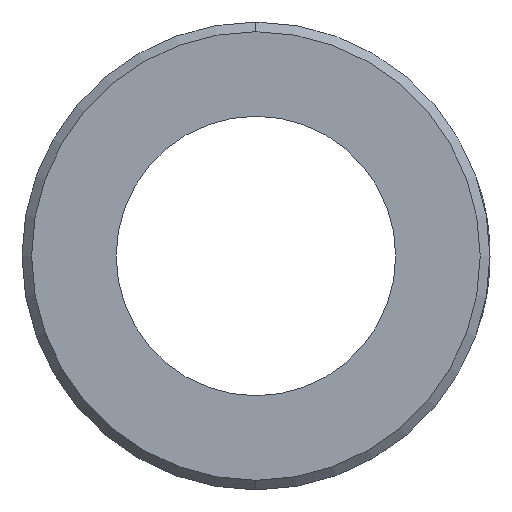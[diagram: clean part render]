
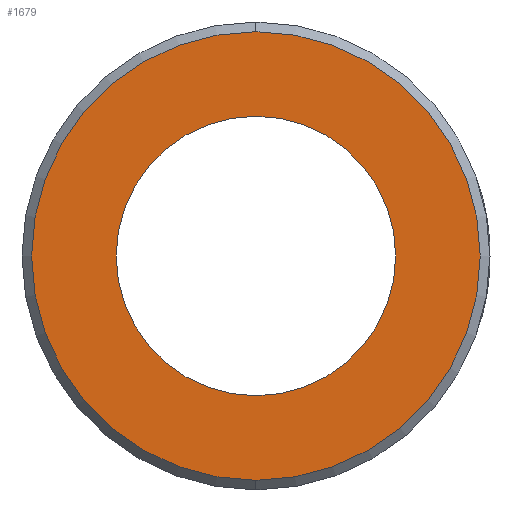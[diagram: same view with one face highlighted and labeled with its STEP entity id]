
A CAD part, front view. The second image highlights one B-rep face of the part: STEP entity #1679.
In plain terms, the highlighted planar face has unit normal (0, -1, 0).
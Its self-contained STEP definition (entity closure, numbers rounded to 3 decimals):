
#3 = VERTEX_POINT ( 'NONE', #1233 ) ;
#39 = EDGE_CURVE ( 'NONE', #774, #108, #82, .T. ) ;
#82 = CIRCLE ( 'NONE', #2185, 15.245 ) ;
#108 = VERTEX_POINT ( 'NONE', #288 ) ;
#288 = CARTESIAN_POINT ( 'NONE',  ( 0., -4.25, -15.245 ) ) ;
#352 = EDGE_CURVE ( 'NONE', #3, #770, #1315, .T. ) ;
#401 = EDGE_LOOP ( 'NONE', ( #641, #1714 ) ) ;
#405 = DIRECTION ( 'NONE',  ( 0., 1., 0. ) ) ;
#450 = DIRECTION ( 'NONE',  ( 0., -1., 0. ) ) ;
#481 = PLANE ( 'NONE',  #1153 ) ;
#520 = CARTESIAN_POINT ( 'NONE',  ( 0., -4.25, 0. ) ) ;
#544 = DIRECTION ( 'NONE',  ( 0., 0., 1. ) ) ;
#571 = EDGE_CURVE ( 'NONE', #108, #774, #1407, .T. ) ;
#609 = CARTESIAN_POINT ( 'NONE',  ( 0., -4.25, 0. ) ) ;
#631 = AXIS2_PLACEMENT_3D ( 'NONE', #1595, #1642, #2360 ) ;
#641 = ORIENTED_EDGE ( 'NONE', *, *, #1294, .T. ) ;
#660 = ORIENTED_EDGE ( 'NONE', *, *, #571, .T. ) ;
#770 = VERTEX_POINT ( 'NONE', #2239 ) ;
#774 = VERTEX_POINT ( 'NONE', #1093 ) ;
#894 = FACE_BOUND ( 'NONE', #401, .T. ) ;
#903 = DIRECTION ( 'NONE',  ( 0., 1., 0. ) ) ;
#966 = CARTESIAN_POINT ( 'NONE',  ( 0., -4.25, 0. ) ) ;
#1093 = CARTESIAN_POINT ( 'NONE',  ( 0., -4.25, 15.245 ) ) ;
#1120 = CARTESIAN_POINT ( 'NONE',  ( 0., -4.25, 0. ) ) ;
#1153 = AXIS2_PLACEMENT_3D ( 'NONE', #1120, #1517, #544 ) ;
#1181 = DIRECTION ( 'NONE',  ( 0., 0., 1. ) ) ;
#1233 = CARTESIAN_POINT ( 'NONE',  ( 0., -4.25, -9.5 ) ) ;
#1294 = EDGE_CURVE ( 'NONE', #770, #3, #1647, .T. ) ;
#1315 = CIRCLE ( 'NONE', #1441, 9.5 ) ;
#1374 = DIRECTION ( 'NONE',  ( 0., 0., 1. ) ) ;
#1407 = CIRCLE ( 'NONE', #631, 15.245 ) ;
#1441 = AXIS2_PLACEMENT_3D ( 'NONE', #966, #405, #1181 ) ;
#1487 = DIRECTION ( 'NONE',  ( 0., 0., 1. ) ) ;
#1517 = DIRECTION ( 'NONE',  ( 0., 1., 0. ) ) ;
#1595 = CARTESIAN_POINT ( 'NONE',  ( 0., -4.25, 0. ) ) ;
#1642 = DIRECTION ( 'NONE',  ( 0., -1., 0. ) ) ;
#1647 = CIRCLE ( 'NONE', #2071, 9.5 ) ;
#1679 = ADVANCED_FACE ( 'NONE', ( #2427, #894 ), #481, .F. ) ;
#1714 = ORIENTED_EDGE ( 'NONE', *, *, #352, .T. ) ;
#2059 = EDGE_LOOP ( 'NONE', ( #2237, #660 ) ) ;
#2071 = AXIS2_PLACEMENT_3D ( 'NONE', #520, #903, #1487 ) ;
#2185 = AXIS2_PLACEMENT_3D ( 'NONE', #609, #450, #1374 ) ;
#2237 = ORIENTED_EDGE ( 'NONE', *, *, #39, .T. ) ;
#2239 = CARTESIAN_POINT ( 'NONE',  ( 0., -4.25, 9.5 ) ) ;
#2360 = DIRECTION ( 'NONE',  ( 0., 0., 1. ) ) ;
#2427 = FACE_OUTER_BOUND ( 'NONE', #2059, .T. ) ;
